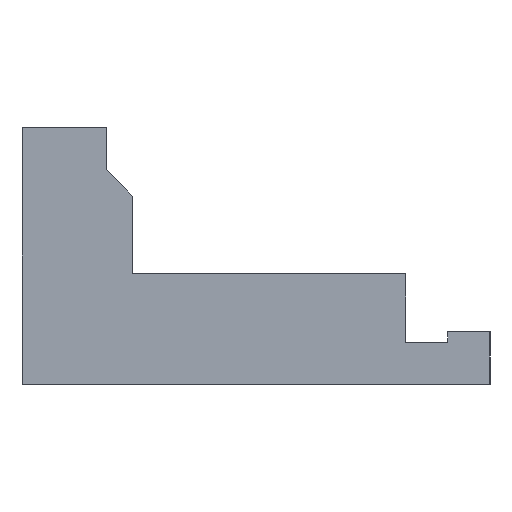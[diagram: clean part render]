
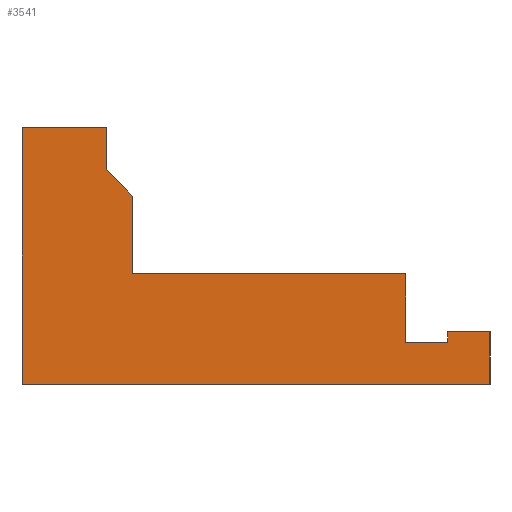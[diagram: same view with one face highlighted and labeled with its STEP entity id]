
A CAD part, left-side view. The second image highlights one B-rep face of the part: STEP entity #3541.
In plain terms, the highlighted planar face has unit normal (-1, 0, 0).
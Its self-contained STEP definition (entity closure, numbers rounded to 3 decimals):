
#227=FACE_OUTER_BOUND('',#411,.T.);
#411=EDGE_LOOP('',(#2557,#2558,#2559,#2560,#2561,#2562,#2563,#2564,#2565,
#2566,#2567,#2568));
#571=LINE('',#4773,#1059);
#577=LINE('',#4784,#1065);
#580=LINE('',#4790,#1068);
#597=LINE('',#4825,#1085);
#599=LINE('',#4829,#1087);
#604=LINE('',#4839,#1092);
#610=LINE('',#4851,#1098);
#674=LINE('',#4979,#1162);
#676=LINE('',#4982,#1164);
#677=LINE('',#4985,#1165);
#678=LINE('',#4987,#1166);
#679=LINE('',#4988,#1167);
#1059=VECTOR('',#3912,10.);
#1065=VECTOR('',#3920,10.);
#1068=VECTOR('',#3925,10.);
#1085=VECTOR('',#3948,10.);
#1087=VECTOR('',#3952,1000.);
#1092=VECTOR('',#3959,1000.);
#1098=VECTOR('',#3967,1000.);
#1162=VECTOR('',#4083,1000.);
#1164=VECTOR('',#4087,10.);
#1165=VECTOR('',#4090,1000.);
#1166=VECTOR('',#4091,1000.);
#1167=VECTOR('',#4092,1000.);
#1543=VERTEX_POINT('',#4770);
#1544=VERTEX_POINT('',#4772);
#1548=VERTEX_POINT('',#4782);
#1550=VERTEX_POINT('',#4788);
#1565=VERTEX_POINT('',#4824);
#1566=VERTEX_POINT('',#4828);
#1570=VERTEX_POINT('',#4838);
#1575=VERTEX_POINT('',#4850);
#1612=VERTEX_POINT('',#4976);
#1613=VERTEX_POINT('',#4978);
#1614=VERTEX_POINT('',#4984);
#1615=VERTEX_POINT('',#4986);
#1867=EDGE_CURVE('',#1544,#1543,#571,.T.);
#1873=EDGE_CURVE('',#1543,#1548,#577,.T.);
#1876=EDGE_CURVE('',#1548,#1550,#580,.T.);
#1893=EDGE_CURVE('',#1565,#1544,#597,.T.);
#1895=EDGE_CURVE('',#1566,#1565,#599,.T.);
#1900=EDGE_CURVE('',#1566,#1570,#604,.T.);
#1906=EDGE_CURVE('',#1575,#1570,#610,.T.);
#1970=EDGE_CURVE('',#1612,#1613,#674,.T.);
#1972=EDGE_CURVE('',#1550,#1613,#676,.T.);
#1973=EDGE_CURVE('',#1614,#1612,#677,.T.);
#1974=EDGE_CURVE('',#1615,#1614,#678,.T.);
#1975=EDGE_CURVE('',#1575,#1615,#679,.T.);
#2557=ORIENTED_EDGE('',*,*,#1972,.T.);
#2558=ORIENTED_EDGE('',*,*,#1970,.F.);
#2559=ORIENTED_EDGE('',*,*,#1973,.F.);
#2560=ORIENTED_EDGE('',*,*,#1974,.F.);
#2561=ORIENTED_EDGE('',*,*,#1975,.F.);
#2562=ORIENTED_EDGE('',*,*,#1906,.T.);
#2563=ORIENTED_EDGE('',*,*,#1900,.F.);
#2564=ORIENTED_EDGE('',*,*,#1895,.T.);
#2565=ORIENTED_EDGE('',*,*,#1893,.T.);
#2566=ORIENTED_EDGE('',*,*,#1867,.T.);
#2567=ORIENTED_EDGE('',*,*,#1873,.T.);
#2568=ORIENTED_EDGE('',*,*,#1876,.T.);
#3358=PLANE('',#3742);
#3541=ADVANCED_FACE('',(#227),#3358,.T.);
#3742=AXIS2_PLACEMENT_3D('',#4983,#4088,#4089);
#3912=DIRECTION('',(0.,0.,1.));
#3920=DIRECTION('',(0.,1.,0.));
#3925=DIRECTION('',(0.,0.,-1.));
#3948=DIRECTION('',(0.,0.707,0.707));
#3952=DIRECTION('',(0.,0.,1.));
#3959=DIRECTION('',(0.,-1.,0.));
#3967=DIRECTION('',(0.,0.,1.));
#4083=DIRECTION('',(0.,0.,-1.));
#4087=DIRECTION('',(0.,-1.,0.));
#4088=DIRECTION('center_axis',(-1.,0.,0.));
#4089=DIRECTION('ref_axis',(0.,0.,1.));
#4090=DIRECTION('',(0.,-1.,0.));
#4091=DIRECTION('',(0.,0.,1.));
#4092=DIRECTION('',(0.,-1.,0.));
#4770=CARTESIAN_POINT('',(-15.325,18.25,12.2));
#4772=CARTESIAN_POINT('',(-15.325,18.25,10.2));
#4773=CARTESIAN_POINT('',(-15.325,18.25,4.05));
#4782=CARTESIAN_POINT('',(-15.325,22.25,12.2));
#4784=CARTESIAN_POINT('',(-15.325,11.125,12.2));
#4788=CARTESIAN_POINT('',(-15.325,22.25,0.));
#4790=CARTESIAN_POINT('',(-15.325,22.25,9.15));
#4824=CARTESIAN_POINT('',(-15.325,17.,8.95));
#4825=CARTESIAN_POINT('',(-15.325,14.819,6.769));
#4828=CARTESIAN_POINT('',(-15.325,17.,5.25));
#4829=CARTESIAN_POINT('',(-15.325,17.,8.725));
#4838=CARTESIAN_POINT('',(-15.325,4.,5.25));
#4839=CARTESIAN_POINT('',(-15.325,17.,5.25));
#4850=CARTESIAN_POINT('',(-15.325,4.,2.));
#4851=CARTESIAN_POINT('',(-15.325,4.,2.));
#4976=CARTESIAN_POINT('',(-15.325,0.,2.5));
#4978=CARTESIAN_POINT('',(-15.325,0.,0.));
#4979=CARTESIAN_POINT('',(-15.325,0.,12.2));
#4982=CARTESIAN_POINT('',(-15.325,11.125,0.));
#4983=CARTESIAN_POINT('Origin',(-15.325,11.125,6.1));
#4984=CARTESIAN_POINT('',(-15.325,2.,2.5));
#4985=CARTESIAN_POINT('',(-15.325,7.125,2.5));
#4986=CARTESIAN_POINT('',(-15.325,2.,2.));
#4987=CARTESIAN_POINT('',(-15.325,2.,2.));
#4988=CARTESIAN_POINT('',(-15.325,7.125,2.));
